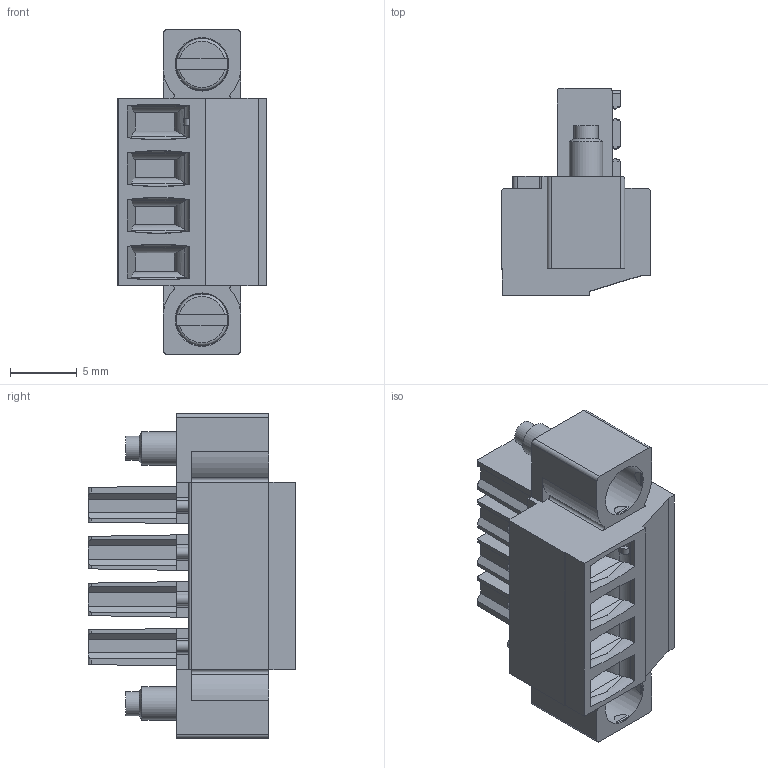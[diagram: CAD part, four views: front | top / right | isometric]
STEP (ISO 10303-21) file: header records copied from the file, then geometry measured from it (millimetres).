
FILE_DESCRIPTION(/* description */ (''),/* implementation_level */ '2;1');
FILE_NAME(/* name */ 'CS_Connector_CTF040V8.iam.step',/* time_stamp */ '2014-01-07T11:23:18-08:00',/* author */ ('Autodesk Inc.'),/* organization */ ('Autodesk Inc.'),/* preprocessor_version */ 'ST-DEVELOPER v15.2',/* originating_system */ 'Autodesk Inventor 2014',/* authorisation */ '');
FILE_SCHEMA (('AUTOMOTIVE_DESIGN { 1 0 10303 214 3 1 1 }'));
Length unit declared in the file: millimetre
Products named in the file (4): CTF040V8_1; CTF040V8_2; CTF040V8_3; CS_Connector_CTF040V8
Bounding box: 11.1 x 15.5 x 24.3 mm (x, y, z)
Volume: 1667 mm3; surface area: 2013.5 mm2
Topology: 3 solids, 3 shells, 482 faces, 1281 edges, 832 vertices
Faces by surface type: plane 254, cylinder 158, torus 50, cone 20
Full cylindrical faces by diameter (mm): 1.2 x4, 1.52 x1, 1.8 x2, 2 x1, 2.5 x2, 2.6 x2, 2.8 x4, 2.9 x4, 3.85 x2, 4 x2
Entity records: 15926 total; most frequent: CARTESIAN_POINT 4259, ORIENTED_EDGE 2422, DIRECTION 2333, EDGE_CURVE 1211, AXIS2_PLACEMENT_3D 819, VERTEX_POINT 814, LINE 695, VECTOR 695
